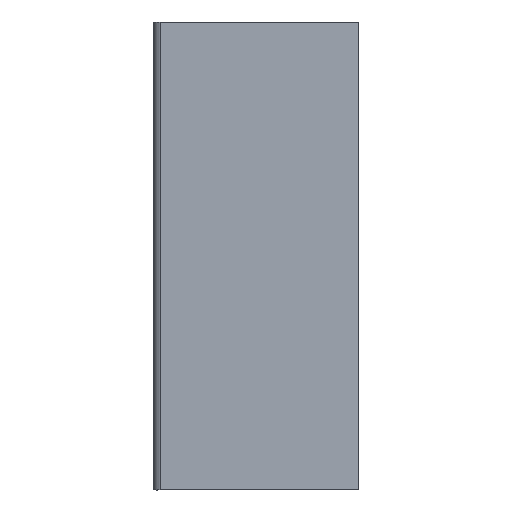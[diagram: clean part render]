
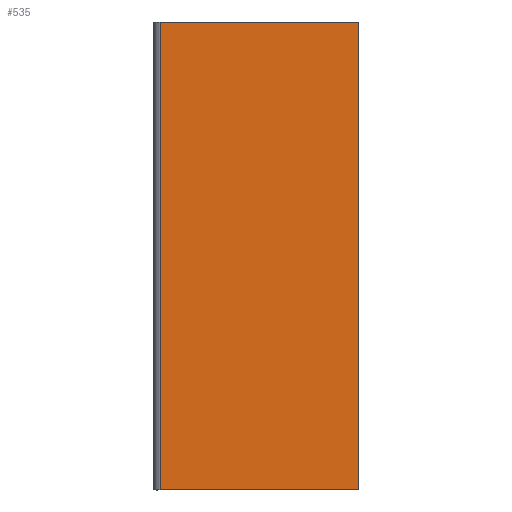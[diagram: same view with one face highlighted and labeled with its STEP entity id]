
A CAD part, left-side view. The second image highlights one B-rep face of the part: STEP entity #535.
In plain terms, the highlighted planar face has unit normal (-1, 0, 0).
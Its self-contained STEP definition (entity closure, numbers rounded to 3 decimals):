
#8 = CARTESIAN_POINT ( 'NONE',  ( -1., 0.53, 0.625 ) ) ;
#13 = CARTESIAN_POINT ( 'NONE',  ( -1., 0., 0.625 ) ) ;
#47 = EDGE_LOOP ( 'NONE', ( #366, #792, #70, #94 ) ) ;
#62 = VECTOR ( 'NONE', #216, 1000. ) ;
#70 = ORIENTED_EDGE ( 'NONE', *, *, #628, .F. ) ;
#89 = VECTOR ( 'NONE', #418, 1000. ) ;
#94 = ORIENTED_EDGE ( 'NONE', *, *, #530, .T. ) ;
#123 = CARTESIAN_POINT ( 'NONE',  ( -1., 0., 0.625 ) ) ;
#203 = CARTESIAN_POINT ( 'NONE',  ( -1., 0., -0.625 ) ) ;
#216 = DIRECTION ( 'NONE',  ( 0., 0., -1. ) ) ;
#223 = VERTEX_POINT ( 'NONE', #203 ) ;
#251 = PLANE ( 'NONE',  #898 ) ;
#252 = LINE ( 'NONE', #123, #439 ) ;
#333 = LINE ( 'NONE', #593, #89 ) ;
#359 = EDGE_CURVE ( 'NONE', #414, #223, #453, .T. ) ;
#366 = ORIENTED_EDGE ( 'NONE', *, *, #359, .T. ) ;
#414 = VERTEX_POINT ( 'NONE', #966 ) ;
#418 = DIRECTION ( 'NONE',  ( 0., 0., -1. ) ) ;
#430 = LINE ( 'NONE', #951, #62 ) ;
#439 = VECTOR ( 'NONE', #688, 1000. ) ;
#453 = LINE ( 'NONE', #566, #883 ) ;
#507 = CARTESIAN_POINT ( 'NONE',  ( -1., 0., 0.625 ) ) ;
#530 = EDGE_CURVE ( 'NONE', #794, #414, #333, .T. ) ;
#535 = ADVANCED_FACE ( 'NONE', ( #750 ), #251, .F. ) ;
#566 = CARTESIAN_POINT ( 'NONE',  ( -1., 0., -0.625 ) ) ;
#574 = DIRECTION ( 'NONE',  ( 0., -1., 0. ) ) ;
#593 = CARTESIAN_POINT ( 'NONE',  ( -1., 0.53, 0.625 ) ) ;
#628 = EDGE_CURVE ( 'NONE', #794, #736, #252, .T. ) ;
#688 = DIRECTION ( 'NONE',  ( 0., -1., 0. ) ) ;
#736 = VERTEX_POINT ( 'NONE', #13 ) ;
#750 = FACE_OUTER_BOUND ( 'NONE', #47, .T. ) ;
#792 = ORIENTED_EDGE ( 'NONE', *, *, #967, .F. ) ;
#794 = VERTEX_POINT ( 'NONE', #8 ) ;
#883 = VECTOR ( 'NONE', #574, 1000. ) ;
#898 = AXIS2_PLACEMENT_3D ( 'NONE', #507, #983, #986 ) ;
#951 = CARTESIAN_POINT ( 'NONE',  ( -1., 0., 0.625 ) ) ;
#966 = CARTESIAN_POINT ( 'NONE',  ( -1., 0.53, -0.625 ) ) ;
#967 = EDGE_CURVE ( 'NONE', #736, #223, #430, .T. ) ;
#983 = DIRECTION ( 'NONE',  ( 1., 0., 0. ) ) ;
#986 = DIRECTION ( 'NONE',  ( 0., 0., -1. ) ) ;
